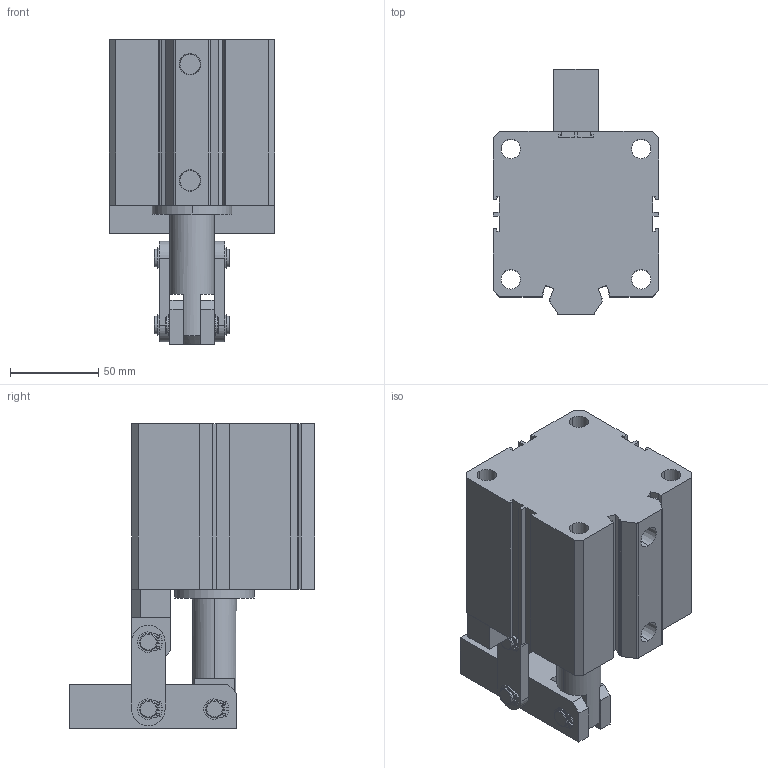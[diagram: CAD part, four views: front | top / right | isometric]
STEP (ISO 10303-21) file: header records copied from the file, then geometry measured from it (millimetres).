
FILE_DESCRIPTION (( 'STEP AP203' ), '1' );
FILE_NAME ('HALC-MS80.STEP', '2021-12-02T01:41:30', ( '微软用户' ), ( '微软中国' ), 'SwSTEP 2.0', 'SolidWorks 2012', '' );
FILE_SCHEMA (( 'CONFIG_CONTROL_DESIGN' ));
Length unit declared in the file: millimetre
Products named in the file (9): HALC-MS80; circlips for shaft--type a large gb_GB_CONNECTING_PIECE_RING_RRA 10; HALC-80掛极; 种隊; 种隊1; HALC80-蟀裝; HALC80-活塞杆; HALC80-揤旋; HALC80-盓傅釱
Assembly tree (15 placements, depth 2):
  HALC-MS80
    HALC80-盓傅釱
    HALC80-揤旋
    HALC80-活塞杆
    HALC80-蟀裝  x2
    种隊1
    种隊  x2
    HALC-80掛极
    circlips for shaft--type a large gb_GB_CONNECTING_PIECE_RING_RRA 10  x6
Bounding box: 94 x 139.5 x 173 mm (x, y, z)
Volume: 907014 mm3; surface area: 120366.4 mm2
Topology: 15 solids, 15 shells, 409 faces, 1026 edges, 672 vertices
Faces by surface type: cylinder 188, plane 175, cone 46
Entity records: 9000 total; most frequent: DIRECTION 1425, CARTESIAN_POINT 1365, ORIENTED_EDGE 1290, EDGE_CURVE 645, AXIS2_PLACEMENT_3D 506, VERTEX_POINT 422, LINE 413, VECTOR 413
